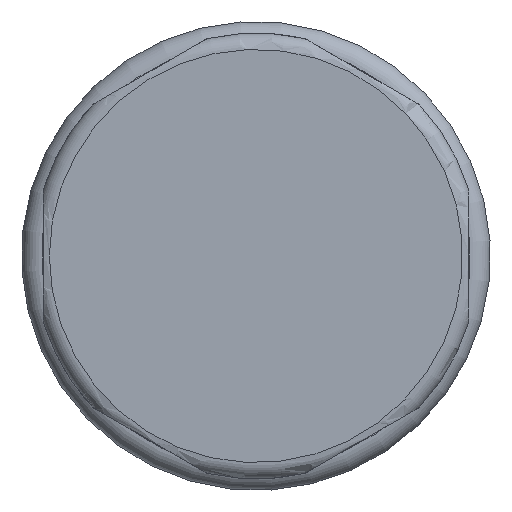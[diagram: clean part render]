
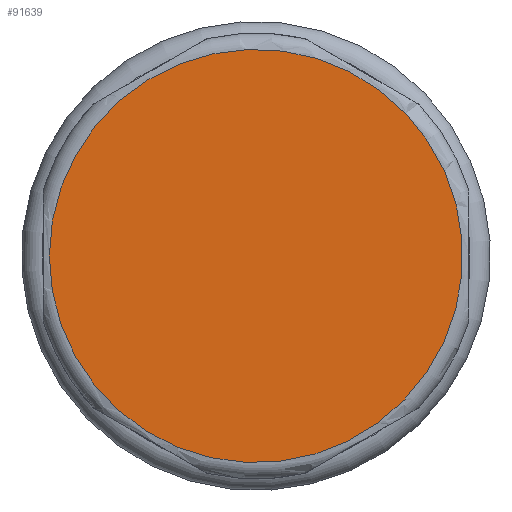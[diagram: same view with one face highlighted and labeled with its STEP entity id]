
A CAD part, left-side view. The second image highlights one B-rep face of the part: STEP entity #91639.
In plain terms, the highlighted planar face has unit normal (-1, 0, 0).
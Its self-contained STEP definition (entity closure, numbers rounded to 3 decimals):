
#91546=CARTESIAN_POINT('',(0.,10.2,0.0));
#91547=VERTEX_POINT('',#91546);
#91548=CARTESIAN_POINT('',(0.,0.0,0.0));
#91549=DIRECTION('',(1.0,0.0,0.0));
#91550=DIRECTION('',(0.0,-1.0,0.0));
#91551=AXIS2_PLACEMENT_3D('',#91548,#91549,#91550);
#91552=CIRCLE('',#91551,10.2);
#91553=EDGE_CURVE('',#91547,#91547,#91552,.T.);
#91631=CARTESIAN_POINT('',(0.,8.75,0.0));
#91632=DIRECTION('',(-1.0,0.0,0.0));
#91633=DIRECTION('',(0.0,0.0,1.0));
#91634=AXIS2_PLACEMENT_3D('',#91631,#91632,#91633);
#91635=PLANE('',#91634);
#91636=ORIENTED_EDGE('',*,*,#91553,.F.);
#91637=EDGE_LOOP('',(#91636));
#91638=FACE_OUTER_BOUND('',#91637,.T.);
#91639=ADVANCED_FACE('',(#91638),#91635,.T.);
